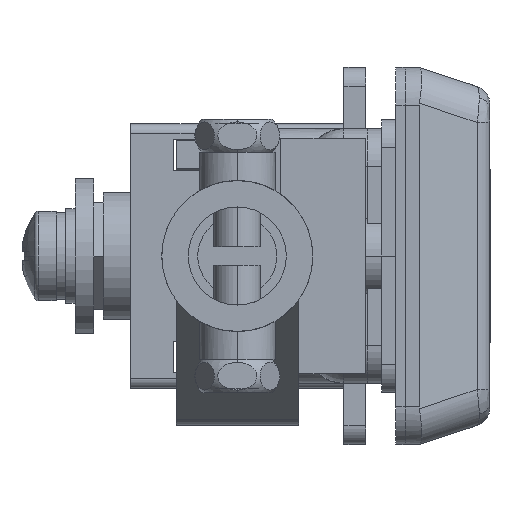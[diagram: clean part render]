
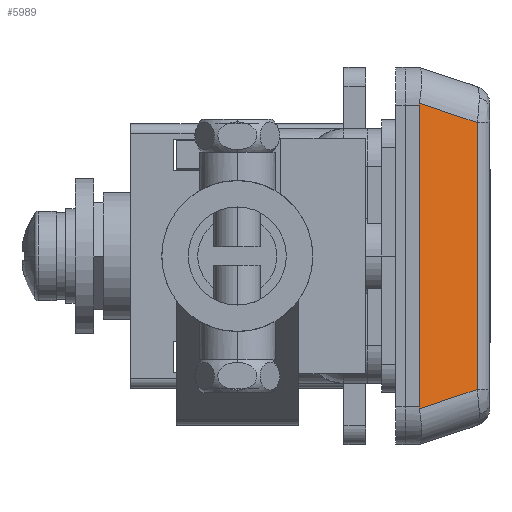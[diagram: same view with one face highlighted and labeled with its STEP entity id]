
A CAD part, front view. The second image highlights one B-rep face of the part: STEP entity #5989.
In plain terms, the highlighted face is planar.
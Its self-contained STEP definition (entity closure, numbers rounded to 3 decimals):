
#299 = VECTOR ( 'NONE', #7665, 1000. ) ;
#1626 = ORIENTED_EDGE ( 'NONE', *, *, #8173, .T. ) ;
#2311 = VERTEX_POINT ( 'NONE', #24739 ) ;
#3806 = CARTESIAN_POINT ( 'NONE',  ( -13.705, -125.956, 7.632 ) ) ;
#4124 = EDGE_CURVE ( 'NONE', #7945, #17708, #23072, .T. ) ;
#4571 = CARTESIAN_POINT ( 'NONE',  ( 16.2, -127.995, 1.515 ) ) ;
#4612 = ORIENTED_EDGE ( 'NONE', *, *, #21041, .T. ) ;
#5151 = CARTESIAN_POINT ( 'NONE',  ( 14.161, -125.956, 7.632 ) ) ;
#5362 = CARTESIAN_POINT ( 'NONE',  ( 0., -115.65, 38.55 ) ) ;
#5989 = ADVANCED_FACE ( 'NONE', ( #20844 ), #18350, .T. ) ;
#6065 = VERTEX_POINT ( 'NONE', #10178 ) ;
#7514 = ORIENTED_EDGE ( 'NONE', *, *, #13327, .T. ) ;
#7565 = CARTESIAN_POINT ( 'NONE',  ( 16.134, -127.998, 1.505 ) ) ;
#7665 = DIRECTION ( 'NONE',  ( -0.302, 0.302, 0.905 ) ) ;
#7710 = CARTESIAN_POINT ( 'NONE',  ( 16.2, -127.995, 1.515 ) ) ;
#7945 = VERTEX_POINT ( 'NONE', #5151 ) ;
#8012 = CARTESIAN_POINT ( 'NONE',  ( -3.505, -115.3, 39.601 ) ) ;
#8173 = EDGE_CURVE ( 'NONE', #17708, #2311, #24922, .T. ) ;
#8354 = ORIENTED_EDGE ( 'NONE', *, *, #4124, .T. ) ;
#9079 = AXIS2_PLACEMENT_3D ( 'NONE', #5362, #27203, #22838 ) ;
#9746 = CARTESIAN_POINT ( 'NONE',  ( -16.067, -128., 1.5 ) ) ;
#10178 = CARTESIAN_POINT ( 'NONE',  ( -16., -128., 1.5 ) ) ;
#10504 = LINE ( 'NONE', #19622, #19525 ) ;
#10527 =( BOUNDED_CURVE ( )  B_SPLINE_CURVE ( 3, ( #25581, #25495, #9746, #11994 ),
 .UNSPECIFIED., .F., .F. ) 
 B_SPLINE_CURVE_WITH_KNOTS ( ( 4, 4 ),
 ( 6.233, 6.283 ),
 .UNSPECIFIED. ) 
 CURVE ( )  GEOMETRIC_REPRESENTATION_ITEM ( )  RATIONAL_B_SPLINE_CURVE ( ( 1., 1., 1., 1. ) ) 
 REPRESENTATION_ITEM ( '' )  );
#11994 = CARTESIAN_POINT ( 'NONE',  ( -16., -128., 1.5 ) ) ;
#12990 = ORIENTED_EDGE ( 'NONE', *, *, #18552, .T. ) ;
#13239 = DIRECTION ( 'NONE',  ( 1., 0., 0. ) ) ;
#13327 = EDGE_CURVE ( 'NONE', #15633, #7945, #20412, .T. ) ;
#14576 = DIRECTION ( 'NONE',  ( -1., 0., 0. ) ) ;
#15633 = VERTEX_POINT ( 'NONE', #7710 ) ;
#15735 = CARTESIAN_POINT ( 'NONE',  ( 16.067, -128., 1.5 ) ) ;
#16339 = EDGE_CURVE ( 'NONE', #2311, #6065, #10527, .T. ) ;
#16919 =( BOUNDED_CURVE ( )  B_SPLINE_CURVE ( 3, ( #22933, #15735, #7565, #4571 ),
 .UNSPECIFIED., .F., .T. ) 
 B_SPLINE_CURVE_WITH_KNOTS ( ( 4, 4 ),
 ( 0., 0.05 ),
 .UNSPECIFIED. ) 
 CURVE ( )  GEOMETRIC_REPRESENTATION_ITEM ( )  RATIONAL_B_SPLINE_CURVE ( ( 1., 1., 1., 1. ) ) 
 REPRESENTATION_ITEM ( '' )  );
#16960 = VECTOR ( 'NONE', #17235, 1000. ) ;
#17235 = DIRECTION ( 'NONE',  ( -0.302, -0.302, -0.905 ) ) ;
#17405 = CARTESIAN_POINT ( 'NONE',  ( -14.161, -125.956, 7.632 ) ) ;
#17708 = VERTEX_POINT ( 'NONE', #17405 ) ;
#18350 = PLANE ( 'NONE',  #9079 ) ;
#18552 = EDGE_CURVE ( 'NONE', #6065, #22029, #10504, .T. ) ;
#19525 = VECTOR ( 'NONE', #13239, 1000. ) ;
#19622 = CARTESIAN_POINT ( 'NONE',  ( 0., -128., 1.5 ) ) ;
#20187 = ORIENTED_EDGE ( 'NONE', *, *, #16339, .T. ) ;
#20412 = LINE ( 'NONE', #20921, #299 ) ;
#20844 = FACE_OUTER_BOUND ( 'NONE', #27250, .T. ) ;
#20921 = CARTESIAN_POINT ( 'NONE',  ( 3.505, -115.3, 39.601 ) ) ;
#21041 = EDGE_CURVE ( 'NONE', #22029, #15633, #16919, .T. ) ;
#22029 = VERTEX_POINT ( 'NONE', #27508 ) ;
#22838 = DIRECTION ( 'NONE',  ( 0., -0.316, -0.949 ) ) ;
#22933 = CARTESIAN_POINT ( 'NONE',  ( 16., -128., 1.5 ) ) ;
#23072 = LINE ( 'NONE', #3806, #25158 ) ;
#24739 = CARTESIAN_POINT ( 'NONE',  ( -16.2, -127.995, 1.515 ) ) ;
#24922 = LINE ( 'NONE', #8012, #16960 ) ;
#25158 = VECTOR ( 'NONE', #14576, 1000. ) ;
#25495 = CARTESIAN_POINT ( 'NONE',  ( -16.134, -127.998, 1.505 ) ) ;
#25581 = CARTESIAN_POINT ( 'NONE',  ( -16.2, -127.995, 1.515 ) ) ;
#27203 = DIRECTION ( 'NONE',  ( 0., -0.949, 0.316 ) ) ;
#27250 = EDGE_LOOP ( 'NONE', ( #7514, #8354, #1626, #20187, #12990, #4612 ) ) ;
#27508 = CARTESIAN_POINT ( 'NONE',  ( 16., -128., 1.5 ) ) ;
